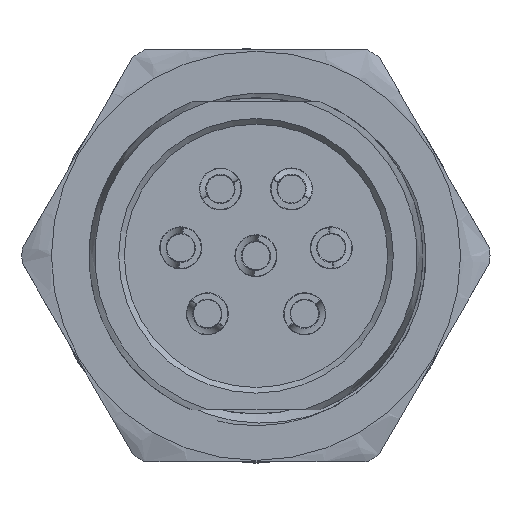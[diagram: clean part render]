
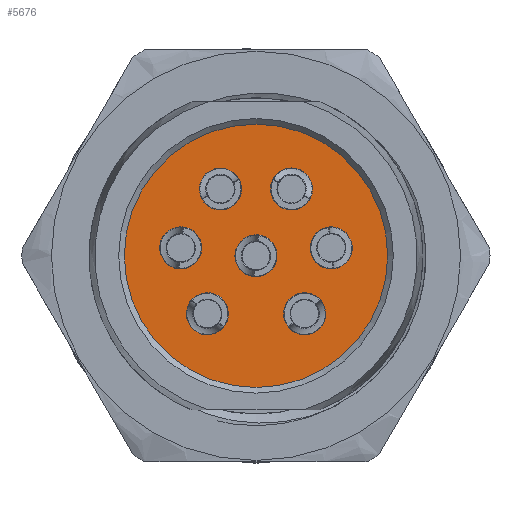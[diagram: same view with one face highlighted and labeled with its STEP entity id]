
A CAD part, front view. The second image highlights one B-rep face of the part: STEP entity #5676.
In plain terms, the highlighted planar face has unit normal (0, -1, 0).
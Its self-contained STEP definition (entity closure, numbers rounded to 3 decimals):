
#219=PLANE('',#6064);
#470=FACE_OUTER_BOUND('',#833,.T.);
#833=EDGE_LOOP('',(#4648));
#1094=CIRCLE('',#6063,4.7);
#2499=VERTEX_POINT('',#20502);
#3232=EDGE_CURVE('',#2499,#2499,#1094,.T.);
#4648=ORIENTED_EDGE('',*,*,#3232,.T.);
#5676=ADVANCED_FACE('',(#470),#219,.T.);
#6063=AXIS2_PLACEMENT_3D('',#20504,#6948,#6949);
#6064=AXIS2_PLACEMENT_3D('',#20505,#6950,#6951);
#6948=DIRECTION('center_axis',(0.,-1.,0.));
#6949=DIRECTION('ref_axis',(1.,0.,0.));
#6950=DIRECTION('center_axis',(0.,-1.,0.));
#6951=DIRECTION('ref_axis',(1.,0.,0.));
#20502=CARTESIAN_POINT('',(-4.7,-9.1,0.));
#20504=CARTESIAN_POINT('Origin',(0.,-9.1,0.));
#20505=CARTESIAN_POINT('Origin',(0.,-9.1,0.));
